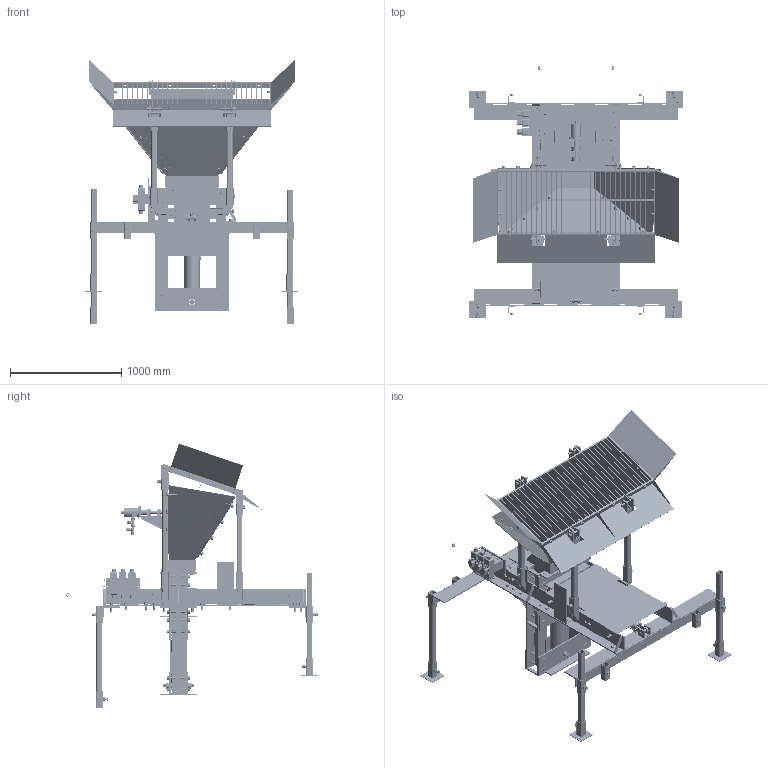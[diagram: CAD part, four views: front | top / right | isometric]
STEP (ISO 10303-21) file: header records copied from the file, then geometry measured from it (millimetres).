
FILE_DESCRIPTION(/* description */ ('Alibre Inc.'),/* implementation_level */ '2;1');
FILE_NAME(/* name */ 'export0',/* time_stamp */ '2014-06-09T05:01:01-05:00',/* author */ (''),/* organization */ (''),/* preprocessor_version */ 'ST-DEVELOPER v14',/* originating_system */ 'Alibre',/* authorisation */ '');
FILE_SCHEMA (('CONFIG_CONTROL_DESIGN'));
Length unit declared in the file: inch
Products named in the file (167): ID_1; ID_2; ID_3; ID_4; ID_5; ID_6; ID_7; ID_8; ID_9; ID_10; ID_11; ID_12; ID_13; ID_14; ID_15; ID_16; ID_17; ID_18; ID_19; ID_20; 97245A521; ID_21; ID_22; ID_23; ID_24; ID_25; ID_26; ID_27; ID_28; ID_29; ID_30; ID_31; ID_32; ID_33; ID_34; 5700K14; ID_35; ID_36; ID_37; ID_38 ...
Bounding box: 1917.7 x 2265.19 x 2383.24 mm (x, y, z)
Volume: 127207194.4 mm3; surface area: 33462227.1 mm2
Topology: 502 solids, 502 shells, 11388 faces, 28133 edges, 18039 vertices
Faces by surface type: plane 7158, cylinder 2165, cone 1942, torus 63, bspline 52, sphere 8
Full cylindrical faces by diameter (mm): 6.35 x4, 8.001 x4, 10.356 x10, 12.7 x8, 13.244 x16, 13.494 x32, 13.619 x4, 14.3 x2, 15.875 x16, 16.256 x2, 19.05 x14, 19.304 x18, 20.32 x4, 20.625 x12, 20.637 x36, 20.638 x48, 20.65 x16, 22.225 x8, 25.4 x82, 25.527 x24, 27.94 x4, 31.75 x8, 34.925 x8, 50.8 x3, 55.562 x2
Entity records: 152241 total; most frequent: CARTESIAN_POINT 34545, ORIENTED_EDGE 20148, DIRECTION 17213, EDGE_CURVE 10074, VECTOR 6954, LINE 6954, VERTEX_POINT 6714, AXIS2_PLACEMENT_3D 6369
